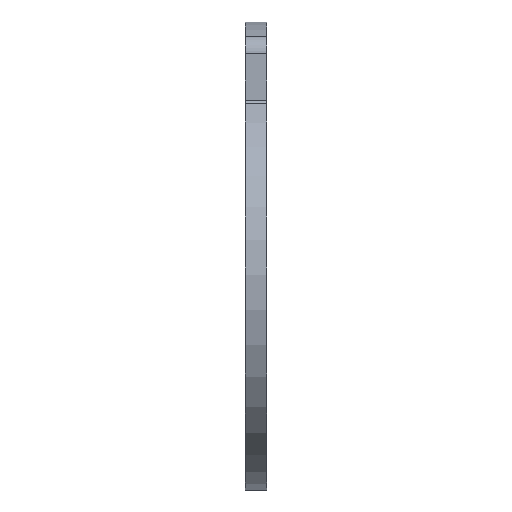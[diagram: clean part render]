
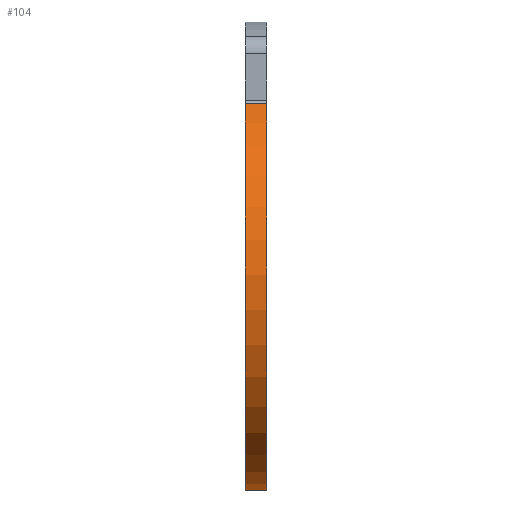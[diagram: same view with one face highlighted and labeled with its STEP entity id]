
A CAD part, left-side view. The second image highlights one B-rep face of the part: STEP entity #104.
In plain terms, the highlighted cylindrical face has radius 11.48 mm (diameter 22.96 mm), a partial arc.
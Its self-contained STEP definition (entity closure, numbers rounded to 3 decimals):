
#6 = ORIENTED_EDGE ( 'NONE', *, *, #440, .T. ) ;
#12 = CARTESIAN_POINT ( 'NONE',  ( -5.602, 0.6, 9.65 ) ) ;
#21 = VERTEX_POINT ( 'NONE', #12 ) ;
#43 = AXIS2_PLACEMENT_3D ( 'NONE', #307, #616, #195 ) ;
#48 = CYLINDRICAL_SURFACE ( 'NONE', #631, 11.48 ) ;
#60 = CIRCLE ( 'NONE', #398, 11.48 ) ;
#99 = CARTESIAN_POINT ( 'NONE',  ( 0., 0.6, -0.37 ) ) ;
#103 = EDGE_CURVE ( 'NONE', #386, #365, #253, .T. ) ;
#104 = ADVANCED_FACE ( 'NONE', ( #566 ), #48, .T. ) ;
#105 = DIRECTION ( 'NONE',  ( 0., -1., 0. ) ) ;
#109 = CARTESIAN_POINT ( 'NONE',  ( 0., 0.6, -0.37 ) ) ;
#133 = VERTEX_POINT ( 'NONE', #671 ) ;
#143 = VECTOR ( 'NONE', #667, 1000. ) ;
#159 = ORIENTED_EDGE ( 'NONE', *, *, #103, .T. ) ;
#188 = LINE ( 'NONE', #454, #143 ) ;
#195 = DIRECTION ( 'NONE',  ( 0., 0., 1. ) ) ;
#253 = CIRCLE ( 'NONE', #43, 11.48 ) ;
#270 = ORIENTED_EDGE ( 'NONE', *, *, #589, .F. ) ;
#271 = DIRECTION ( 'NONE',  ( 0., 0., 1. ) ) ;
#307 = CARTESIAN_POINT ( 'NONE',  ( 0., -0.6, -0.37 ) ) ;
#321 = DIRECTION ( 'NONE',  ( 0., 1., 0. ) ) ;
#357 = DIRECTION ( 'NONE',  ( 0., 0., -1. ) ) ;
#365 = VERTEX_POINT ( 'NONE', #539 ) ;
#386 = VERTEX_POINT ( 'NONE', #556 ) ;
#398 = AXIS2_PLACEMENT_3D ( 'NONE', #109, #321, #271 ) ;
#426 = LINE ( 'NONE', #568, #503 ) ;
#440 = EDGE_CURVE ( 'NONE', #133, #386, #188, .T. ) ;
#454 = CARTESIAN_POINT ( 'NONE',  ( 5.602, 0.6, 9.65 ) ) ;
#498 = EDGE_CURVE ( 'NONE', #365, #21, #426, .T. ) ;
#503 = VECTOR ( 'NONE', #619, 1000. ) ;
#507 = ORIENTED_EDGE ( 'NONE', *, *, #498, .T. ) ;
#539 = CARTESIAN_POINT ( 'NONE',  ( -5.602, -0.6, 9.65 ) ) ;
#556 = CARTESIAN_POINT ( 'NONE',  ( 5.602, -0.6, 9.65 ) ) ;
#566 = FACE_OUTER_BOUND ( 'NONE', #680, .T. ) ;
#568 = CARTESIAN_POINT ( 'NONE',  ( -5.602, 0.6, 9.65 ) ) ;
#589 = EDGE_CURVE ( 'NONE', #133, #21, #60, .T. ) ;
#616 = DIRECTION ( 'NONE',  ( 0., 1., 0. ) ) ;
#619 = DIRECTION ( 'NONE',  ( 0., 1., 0. ) ) ;
#631 = AXIS2_PLACEMENT_3D ( 'NONE', #99, #105, #357 ) ;
#667 = DIRECTION ( 'NONE',  ( 0., -1., 0. ) ) ;
#671 = CARTESIAN_POINT ( 'NONE',  ( 5.602, 0.6, 9.65 ) ) ;
#680 = EDGE_LOOP ( 'NONE', ( #159, #507, #270, #6 ) ) ;
